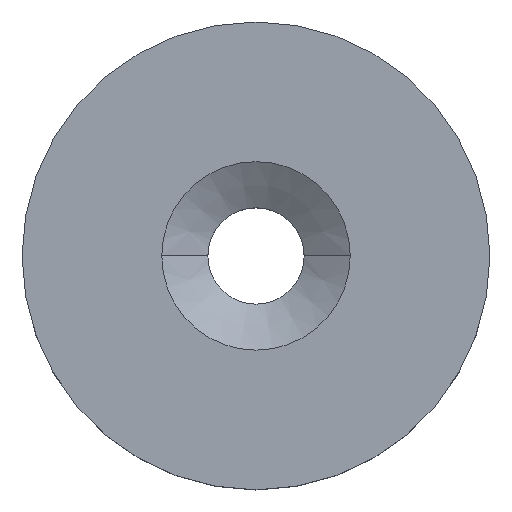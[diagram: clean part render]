
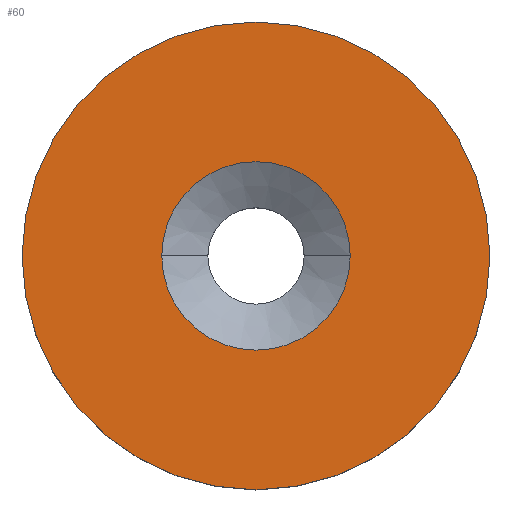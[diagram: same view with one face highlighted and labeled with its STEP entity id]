
A CAD part, top view. The second image highlights one B-rep face of the part: STEP entity #60.
In plain terms, the highlighted planar face has unit normal (0, 0, 1).
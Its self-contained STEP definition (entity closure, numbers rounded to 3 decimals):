
#21 = DIRECTION ( 'NONE',  ( 1., 0., 0. ) ) ;
#44 = EDGE_CURVE ( 'NONE', #492, #594, #575, .T. ) ;
#60 = ADVANCED_FACE ( 'NONE', ( #289, #150 ), #561, .T. ) ;
#91 = CIRCLE ( 'NONE', #802, 8.5 ) ;
#110 = DIRECTION ( 'NONE',  ( 0., 0., 1. ) ) ;
#132 = ORIENTED_EDGE ( 'NONE', *, *, #671, .F. ) ;
#136 = VERTEX_POINT ( 'NONE', #625 ) ;
#150 = FACE_BOUND ( 'NONE', #398, .T. ) ;
#186 = VERTEX_POINT ( 'NONE', #583 ) ;
#200 = DIRECTION ( 'NONE',  ( 1., 0., 0. ) ) ;
#261 = AXIS2_PLACEMENT_3D ( 'NONE', #353, #280, #822 ) ;
#278 = DIRECTION ( 'NONE',  ( 1., 0., 0. ) ) ;
#280 = DIRECTION ( 'NONE',  ( 0., 0., 1. ) ) ;
#289 = FACE_OUTER_BOUND ( 'NONE', #332, .T. ) ;
#332 = EDGE_LOOP ( 'NONE', ( #723, #719 ) ) ;
#346 = CARTESIAN_POINT ( 'NONE',  ( 0., 0., 4. ) ) ;
#349 = DIRECTION ( 'NONE',  ( 0., 0., 1. ) ) ;
#353 = CARTESIAN_POINT ( 'NONE',  ( 0., 0., 4. ) ) ;
#363 = AXIS2_PLACEMENT_3D ( 'NONE', #346, #349, #278 ) ;
#383 = ORIENTED_EDGE ( 'NONE', *, *, #610, .F. ) ;
#398 = EDGE_LOOP ( 'NONE', ( #132, #383 ) ) ;
#419 = DIRECTION ( 'NONE',  ( 1., 0., 0. ) ) ;
#436 = DIRECTION ( 'NONE',  ( 0., 0., 1. ) ) ;
#492 = VERTEX_POINT ( 'NONE', #607 ) ;
#517 = CIRCLE ( 'NONE', #261, 3.425 ) ;
#561 = PLANE ( 'NONE',  #765 ) ;
#575 = CIRCLE ( 'NONE', #363, 8.5 ) ;
#583 = CARTESIAN_POINT ( 'NONE',  ( 3.425, 0., 4. ) ) ;
#594 = VERTEX_POINT ( 'NONE', #691 ) ;
#607 = CARTESIAN_POINT ( 'NONE',  ( 8.5, 0., 4. ) ) ;
#610 = EDGE_CURVE ( 'NONE', #136, #186, #517, .T. ) ;
#613 = DIRECTION ( 'NONE',  ( 0., 0., 1. ) ) ;
#625 = CARTESIAN_POINT ( 'NONE',  ( -3.425, 0., 4. ) ) ;
#631 = CARTESIAN_POINT ( 'NONE',  ( 0., 0., 4. ) ) ;
#671 = EDGE_CURVE ( 'NONE', #186, #136, #847, .T. ) ;
#680 = CARTESIAN_POINT ( 'NONE',  ( -3.425, 0., 4. ) ) ;
#691 = CARTESIAN_POINT ( 'NONE',  ( -8.5, 0., 4. ) ) ;
#719 = ORIENTED_EDGE ( 'NONE', *, *, #739, .T. ) ;
#723 = ORIENTED_EDGE ( 'NONE', *, *, #44, .T. ) ;
#739 = EDGE_CURVE ( 'NONE', #594, #492, #91, .T. ) ;
#765 = AXIS2_PLACEMENT_3D ( 'NONE', #680, #613, #419 ) ;
#777 = CARTESIAN_POINT ( 'NONE',  ( 0., 0., 4. ) ) ;
#802 = AXIS2_PLACEMENT_3D ( 'NONE', #777, #436, #200 ) ;
#822 = DIRECTION ( 'NONE',  ( 1., 0., 0. ) ) ;
#847 = CIRCLE ( 'NONE', #863, 3.425 ) ;
#863 = AXIS2_PLACEMENT_3D ( 'NONE', #631, #110, #21 ) ;
